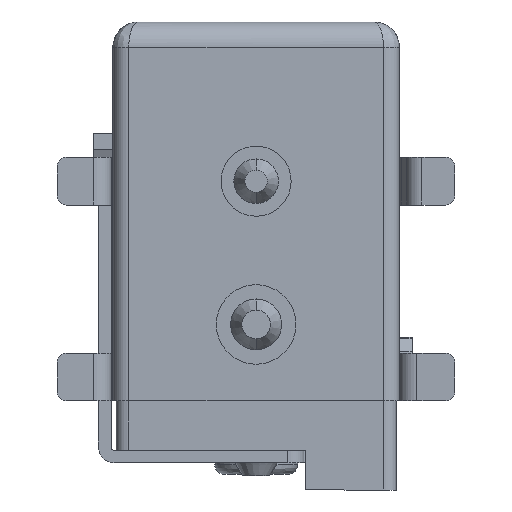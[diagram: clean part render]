
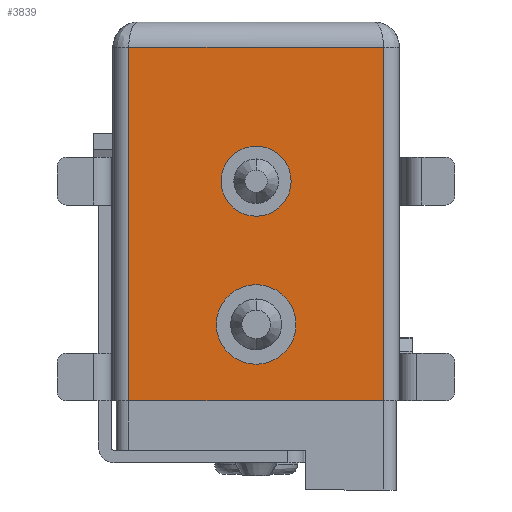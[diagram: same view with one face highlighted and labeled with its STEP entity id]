
A CAD part, front view. The second image highlights one B-rep face of the part: STEP entity #3839.
In plain terms, the highlighted planar face has unit normal (0, -1, 0).
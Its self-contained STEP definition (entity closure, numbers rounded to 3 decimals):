
#133 = DIRECTION ( 'NONE',  ( 0., 0., -1. ) ) ;
#552 = CARTESIAN_POINT ( 'NONE',  ( 4., -6.5, -0.8 ) ) ;
#699 = ORIENTED_EDGE ( 'NONE', *, *, #2644, .T. ) ;
#1187 = AXIS2_PLACEMENT_3D ( 'NONE', #2127, #3452, #2327 ) ;
#1309 = ORIENTED_EDGE ( 'NONE', *, *, #8882, .T. ) ;
#1349 = VECTOR ( 'NONE', #5524, 1000. ) ;
#1523 = VERTEX_POINT ( 'NONE', #552 ) ;
#1535 = VECTOR ( 'NONE', #3359, 1000. ) ;
#2053 = CARTESIAN_POINT ( 'NONE',  ( -4.048, -6.5, -0.8 ) ) ;
#2127 = CARTESIAN_POINT ( 'NONE',  ( -4., -6.5, -11.9 ) ) ;
#2327 = DIRECTION ( 'NONE',  ( 0., 0., -1. ) ) ;
#2435 = CARTESIAN_POINT ( 'NONE',  ( 4., -6.5, -11.9 ) ) ;
#2644 = EDGE_CURVE ( 'NONE', #4667, #9502, #7350, .T. ) ;
#2866 = VECTOR ( 'NONE', #11758, 1000. ) ;
#2881 = VERTEX_POINT ( 'NONE', #9819 ) ;
#2972 = DIRECTION ( 'NONE',  ( 0., 1., 0. ) ) ;
#3060 = DIRECTION ( 'NONE',  ( 0., 0., -1. ) ) ;
#3104 = CARTESIAN_POINT ( 'NONE',  ( 0., -6.5, -5. ) ) ;
#3251 = EDGE_CURVE ( 'NONE', #7504, #8364, #4585, .T. ) ;
#3252 = LINE ( 'NONE', #2053, #9246 ) ;
#3359 = DIRECTION ( 'NONE',  ( 0., 0., -1. ) ) ;
#3434 = VERTEX_POINT ( 'NONE', #3651 ) ;
#3452 = DIRECTION ( 'NONE',  ( 0., -1., 0. ) ) ;
#3651 = CARTESIAN_POINT ( 'NONE',  ( -4., -6.5, -0.8 ) ) ;
#3839 = ADVANCED_FACE ( 'NONE', ( #6633, #4987, #4617 ), #13030, .T. ) ;
#3871 = AXIS2_PLACEMENT_3D ( 'NONE', #10464, #4822, #133 ) ;
#3996 = EDGE_CURVE ( 'NONE', #9502, #1523, #6838, .T. ) ;
#4125 = EDGE_LOOP ( 'NONE', ( #1309, #11547 ) ) ;
#4339 = EDGE_CURVE ( 'NONE', #8816, #2881, #7753, .T. ) ;
#4547 = CARTESIAN_POINT ( 'NONE',  ( 0., -6.5, -6.1 ) ) ;
#4585 = CIRCLE ( 'NONE', #9576, 1.1 ) ;
#4617 = FACE_OUTER_BOUND ( 'NONE', #6625, .T. ) ;
#4667 = VERTEX_POINT ( 'NONE', #8230 ) ;
#4822 = DIRECTION ( 'NONE',  ( 0., 1., 0. ) ) ;
#4912 = EDGE_CURVE ( 'NONE', #3434, #4667, #10811, .T. ) ;
#4987 = FACE_BOUND ( 'NONE', #8729, .T. ) ;
#5040 = CIRCLE ( 'NONE', #3871, 1.1 ) ;
#5524 = DIRECTION ( 'NONE',  ( 1., 0., 0. ) ) ;
#5664 = DIRECTION ( 'NONE',  ( 0., 0., -1. ) ) ;
#6625 = EDGE_LOOP ( 'NONE', ( #11974, #699, #11393, #8357 ) ) ;
#6633 = FACE_BOUND ( 'NONE', #4125, .T. ) ;
#6838 = LINE ( 'NONE', #2435, #2866 ) ;
#7350 = LINE ( 'NONE', #10078, #1349 ) ;
#7504 = VERTEX_POINT ( 'NONE', #13860 ) ;
#7631 = EDGE_CURVE ( 'NONE', #3434, #1523, #3252, .T. ) ;
#7753 = CIRCLE ( 'NONE', #9107, 1.25 ) ;
#8230 = CARTESIAN_POINT ( 'NONE',  ( -4., -6.5, -11.9 ) ) ;
#8357 = ORIENTED_EDGE ( 'NONE', *, *, #7631, .F. ) ;
#8364 = VERTEX_POINT ( 'NONE', #4547 ) ;
#8729 = EDGE_LOOP ( 'NONE', ( #11405, #13824 ) ) ;
#8816 = VERTEX_POINT ( 'NONE', #9047 ) ;
#8882 = EDGE_CURVE ( 'NONE', #8364, #7504, #5040, .T. ) ;
#8946 = CARTESIAN_POINT ( 'NONE',  ( 0., -6.5, -9.5 ) ) ;
#9047 = CARTESIAN_POINT ( 'NONE',  ( 0., -6.5, -8.25 ) ) ;
#9107 = AXIS2_PLACEMENT_3D ( 'NONE', #8946, #10020, #3060 ) ;
#9246 = VECTOR ( 'NONE', #14661, 1000. ) ;
#9502 = VERTEX_POINT ( 'NONE', #10600 ) ;
#9576 = AXIS2_PLACEMENT_3D ( 'NONE', #3104, #13817, #5664 ) ;
#9819 = CARTESIAN_POINT ( 'NONE',  ( 0., -6.5, -10.75 ) ) ;
#10020 = DIRECTION ( 'NONE',  ( 0., 1., 0. ) ) ;
#10078 = CARTESIAN_POINT ( 'NONE',  ( -4., -6.5, -11.9 ) ) ;
#10289 = CARTESIAN_POINT ( 'NONE',  ( -4., -6.5, -11.9 ) ) ;
#10464 = CARTESIAN_POINT ( 'NONE',  ( 0., -6.5, -5. ) ) ;
#10600 = CARTESIAN_POINT ( 'NONE',  ( 4., -6.5, -11.9 ) ) ;
#10811 = LINE ( 'NONE', #10289, #1535 ) ;
#11136 = CARTESIAN_POINT ( 'NONE',  ( 0., -6.5, -9.5 ) ) ;
#11393 = ORIENTED_EDGE ( 'NONE', *, *, #3996, .T. ) ;
#11405 = ORIENTED_EDGE ( 'NONE', *, *, #11876, .T. ) ;
#11547 = ORIENTED_EDGE ( 'NONE', *, *, #3251, .T. ) ;
#11758 = DIRECTION ( 'NONE',  ( 0., 0., 1. ) ) ;
#11876 = EDGE_CURVE ( 'NONE', #2881, #8816, #14031, .T. ) ;
#11974 = ORIENTED_EDGE ( 'NONE', *, *, #4912, .T. ) ;
#13030 = PLANE ( 'NONE',  #1187 ) ;
#13440 = DIRECTION ( 'NONE',  ( 0., 0., -1. ) ) ;
#13625 = AXIS2_PLACEMENT_3D ( 'NONE', #11136, #2972, #13440 ) ;
#13817 = DIRECTION ( 'NONE',  ( 0., 1., 0. ) ) ;
#13824 = ORIENTED_EDGE ( 'NONE', *, *, #4339, .T. ) ;
#13860 = CARTESIAN_POINT ( 'NONE',  ( 0., -6.5, -3.9 ) ) ;
#14031 = CIRCLE ( 'NONE', #13625, 1.25 ) ;
#14661 = DIRECTION ( 'NONE',  ( 1., 0., 0. ) ) ;
